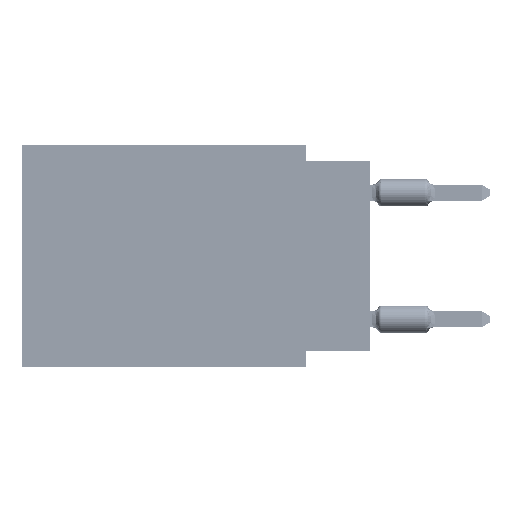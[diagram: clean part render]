
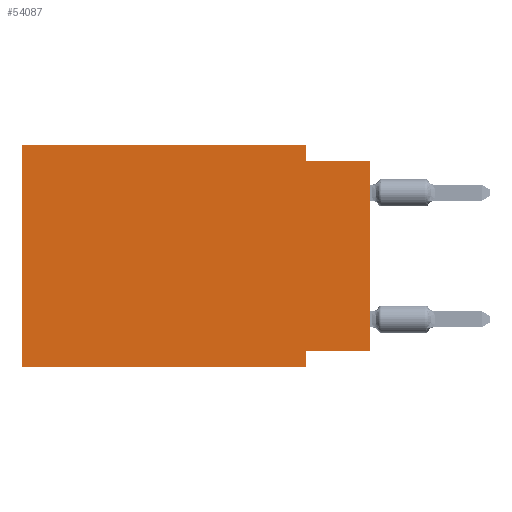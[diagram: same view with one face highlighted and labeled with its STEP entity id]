
A CAD part, left-side view. The second image highlights one B-rep face of the part: STEP entity #54087.
In plain terms, the highlighted planar face has unit normal (-1, 0, 0).
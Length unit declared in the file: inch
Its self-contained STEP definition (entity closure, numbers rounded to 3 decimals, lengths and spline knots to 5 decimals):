
#559 = ORIENTED_EDGE ( 'NONE', *, *, #75413, .F. ) ;
#1163 = AXIS2_PLACEMENT_3D ( 'NONE', #71004, #7214, #35211 ) ;
#6097 = VECTOR ( 'NONE', #34086, 39.37008 ) ;
#7214 = DIRECTION ( 'NONE',  ( 1., 0., 0. ) ) ;
#9204 = CARTESIAN_POINT ( 'NONE',  ( 0., 0.55, 0. ) ) ;
#9682 = CARTESIAN_POINT ( 'NONE',  ( 0., 0.55, -0.35 ) ) ;
#11703 = CARTESIAN_POINT ( 'NONE',  ( 0., 0.1, -0.35 ) ) ;
#13500 = CARTESIAN_POINT ( 'NONE',  ( 0., 0., -0.025 ) ) ;
#16810 = ORIENTED_EDGE ( 'NONE', *, *, #49252, .T. ) ;
#17826 = VERTEX_POINT ( 'NONE', #13500 ) ;
#19057 = VERTEX_POINT ( 'NONE', #40540 ) ;
#22446 = CARTESIAN_POINT ( 'NONE',  ( 0., 0., -0.325 ) ) ;
#23408 = CARTESIAN_POINT ( 'NONE',  ( 0., 0., -0.325 ) ) ;
#23734 = DIRECTION ( 'NONE',  ( 0., 0., 1. ) ) ;
#23748 = ORIENTED_EDGE ( 'NONE', *, *, #65323, .F. ) ;
#23819 = DIRECTION ( 'NONE',  ( 0., 1., 0. ) ) ;
#24348 = DIRECTION ( 'NONE',  ( 0., 0., 1. ) ) ;
#26515 = CARTESIAN_POINT ( 'NONE',  ( 0., 0.1, -0.025 ) ) ;
#28091 = CARTESIAN_POINT ( 'NONE',  ( 0., 0.55, 0. ) ) ;
#28578 = ORIENTED_EDGE ( 'NONE', *, *, #62281, .T. ) ;
#28655 = VERTEX_POINT ( 'NONE', #23408 ) ;
#28968 = LINE ( 'NONE', #85012, #83895 ) ;
#29462 = EDGE_LOOP ( 'NONE', ( #16810, #36305, #45734, #47031, #559, #28578, #23748, #31022 ) ) ;
#31022 = ORIENTED_EDGE ( 'NONE', *, *, #64531, .F. ) ;
#34086 = DIRECTION ( 'NONE',  ( 0., -1., 0. ) ) ;
#35211 = DIRECTION ( 'NONE',  ( 0., 0., -1. ) ) ;
#36305 = ORIENTED_EDGE ( 'NONE', *, *, #77743, .F. ) ;
#38842 = CARTESIAN_POINT ( 'NONE',  ( 0., 0., 0. ) ) ;
#40178 = EDGE_CURVE ( 'NONE', #19057, #70185, #68977, .T. ) ;
#40540 = CARTESIAN_POINT ( 'NONE',  ( 0., 0.55, 0. ) ) ;
#41637 = PLANE ( 'NONE',  #1163 ) ;
#43193 = DIRECTION ( 'NONE',  ( 0., -1., 0. ) ) ;
#43646 = VERTEX_POINT ( 'NONE', #26515 ) ;
#43782 = VECTOR ( 'NONE', #23819, 39.37008 ) ;
#43995 = LINE ( 'NONE', #22446, #43782 ) ;
#45734 = ORIENTED_EDGE ( 'NONE', *, *, #79602, .F. ) ;
#47031 = ORIENTED_EDGE ( 'NONE', *, *, #40178, .F. ) ;
#49252 = EDGE_CURVE ( 'NONE', #28655, #17826, #72403, .T. ) ;
#50572 = VERTEX_POINT ( 'NONE', #66257 ) ;
#50659 = DIRECTION ( 'NONE',  ( 0., 0., -1. ) ) ;
#51863 = CARTESIAN_POINT ( 'NONE',  ( 0., 0.1, 0. ) ) ;
#54087 = ADVANCED_FACE ( 'NONE', ( #70556 ), #41637, .F. ) ;
#55933 = VECTOR ( 'NONE', #58289, 39.37008 ) ;
#57037 = VERTEX_POINT ( 'NONE', #11703 ) ;
#58014 = LINE ( 'NONE', #78698, #74662 ) ;
#58289 = DIRECTION ( 'NONE',  ( 0., 0., -1. ) ) ;
#62281 = EDGE_CURVE ( 'NONE', #77802, #57037, #73816, .T. ) ;
#64531 = EDGE_CURVE ( 'NONE', #28655, #50572, #43995, .T. ) ;
#65323 = EDGE_CURVE ( 'NONE', #50572, #57037, #58014, .T. ) ;
#65676 = LINE ( 'NONE', #9204, #70306 ) ;
#66257 = CARTESIAN_POINT ( 'NONE',  ( 0., 0.1, -0.325 ) ) ;
#68977 = LINE ( 'NONE', #28091, #6097 ) ;
#70185 = VERTEX_POINT ( 'NONE', #79553 ) ;
#70306 = VECTOR ( 'NONE', #24348, 39.37008 ) ;
#70556 = FACE_OUTER_BOUND ( 'NONE', #29462, .T. ) ;
#71004 = CARTESIAN_POINT ( 'NONE',  ( 0., 0.55, 0. ) ) ;
#72403 = LINE ( 'NONE', #38842, #82869 ) ;
#73442 = LINE ( 'NONE', #51863, #55933 ) ;
#73816 = LINE ( 'NONE', #87609, #75716 ) ;
#74662 = VECTOR ( 'NONE', #50659, 39.37008 ) ;
#75413 = EDGE_CURVE ( 'NONE', #77802, #19057, #65676, .T. ) ;
#75716 = VECTOR ( 'NONE', #80700, 39.37008 ) ;
#77743 = EDGE_CURVE ( 'NONE', #43646, #17826, #28968, .T. ) ;
#77802 = VERTEX_POINT ( 'NONE', #9682 ) ;
#78698 = CARTESIAN_POINT ( 'NONE',  ( 0., 0.1, -0.35 ) ) ;
#79553 = CARTESIAN_POINT ( 'NONE',  ( 0., 0.1, 0. ) ) ;
#79602 = EDGE_CURVE ( 'NONE', #70185, #43646, #73442, .T. ) ;
#80700 = DIRECTION ( 'NONE',  ( 0., -1., 0. ) ) ;
#82869 = VECTOR ( 'NONE', #23734, 39.37008 ) ;
#83895 = VECTOR ( 'NONE', #43193, 39.37008 ) ;
#85012 = CARTESIAN_POINT ( 'NONE',  ( 0., 0., -0.025 ) ) ;
#87609 = CARTESIAN_POINT ( 'NONE',  ( 0., 0.55, -0.35 ) ) ;
